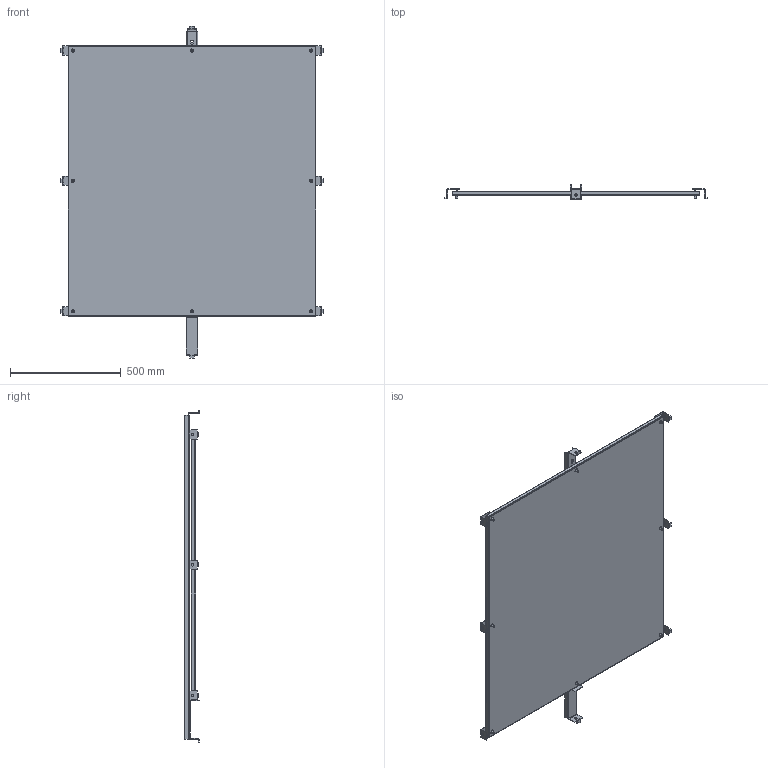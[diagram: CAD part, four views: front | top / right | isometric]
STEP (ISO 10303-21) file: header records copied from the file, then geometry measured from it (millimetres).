
FILE_DESCRIPTION (( 'STEP AP203' ), '1' );
FILE_NAME ('60AWFWG_Default.step', '2019-09-13T18:11:43', ( '' ), ( '' ), 'SwSTEP 2.0', 'SolidWorks 2018', '' );
FILE_SCHEMA (( 'CONFIG_CONTROL_DESIGN' ));
Length unit declared in the file: inch
Products named in the file (1): 60AWFWG_Default
Bounding box: 1183.18 x 65.86 x 1496.21 mm (x, y, z)
Volume: 4014116.3 mm3; surface area: 3247090.4 mm2
Topology: 18 solids, 18 shells, 385 faces, 887 edges, 554 vertices
Faces by surface type: plane 188, cylinder 133, bspline 48, cone 16
Entity records: 11484 total; most frequent: CARTESIAN_POINT 2691, DIRECTION 1845, ORIENTED_EDGE 1774, EDGE_CURVE 887, AXIS2_PLACEMENT_3D 668, VERTEX_POINT 554, VECTOR 509, LINE 509
